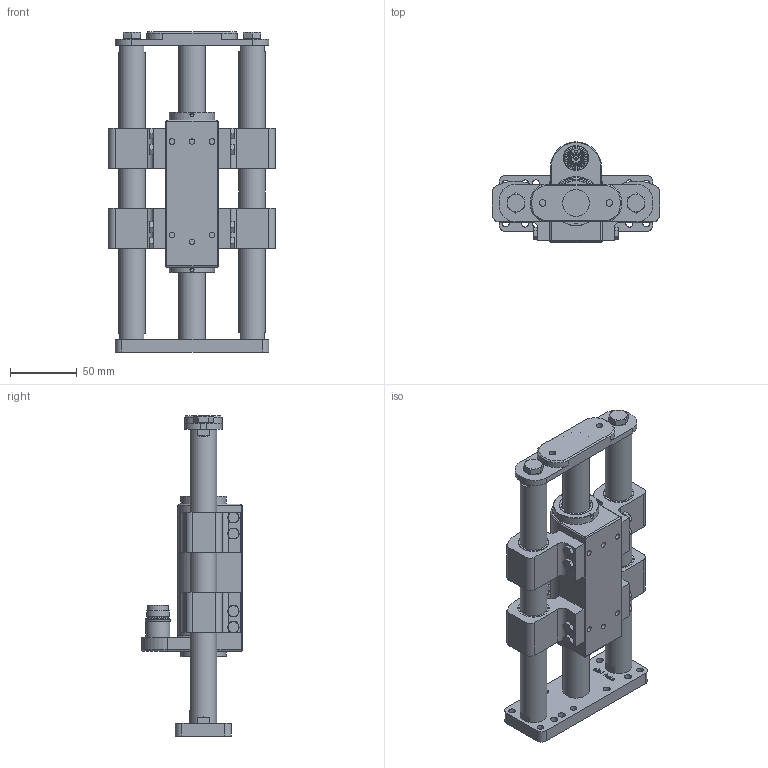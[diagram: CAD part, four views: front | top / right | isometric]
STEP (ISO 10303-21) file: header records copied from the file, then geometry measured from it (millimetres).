
FILE_DESCRIPTION (( 'STEP AP214' ), '1' );
FILE_NAME ('0186-1186_230628_SM01-37Sx60-HP-R-100_BE01_SSCP.STEP', '2023-06-28T08:14:13', ( '' ), ( '' ), 'SwSTEP 2.0', 'SolidWorks 2023', '' );
FILE_SCHEMA (( 'AUTOMOTIVE_DESIGN' ));
Length unit declared in the file: millimetre
Products named in the file (19): Stator_PS01-37Sx60-HP-SSC-G01; SM01-37Sx60-HP-R-100_BE01_SSCP_Läufer_beweglich; 0186-1007_PS01-37Sx60-HP-B01-SSCP-G01-R; 0180-1469_SM01k-37S-RP-BE01-SSC; 0180-1835_ PB01-37Sh_SSHL_PB01h-37Sh_SSC-20; 0230-0644_O-Ring_22.00x1.00_NBR70_schwarz_Gedehnt; PL01-20-HP-SF-W01_PL01-20x230!180-HP-SF; SM01-37Sx60-HP-R-180_BE01_SSCP_Motor_fix; 0180-1836_ PB01-37Sv_SSHL_PB01-37Sv_SSC-20; 0230-0725_6kt-schr_M5x14_INOX; 0230-0615_Zyl.-Schr_I-6kt_n-K_M8x16_8.8_INOX; 0180-1792_SM01k-37S-LT-R-20; 0186-1186_230628_SM01-37Sx60-HP-R-100_BE01_SSCP; SL01-20-16x...-SSC-HIS_SL01-20-16x223-SSC-HIS; 0230-0613_6kt.-schr._M8x18_INOX; 0180-1791_SM01k-37S-LT-L-20; 0160-0793_Kugelscheibe_M8 x17x 8.4_INOX; 0180-1977_GL-A-2023-30; 0180-1318_SM01k-37S-FP-BE01-SSC
Assembly tree (36 placements, depth 4):
  0186-1186_230628_SM01-37Sx60-HP-R-100_BE01_SSCP
    SM01-37Sx60-HP-R-180_BE01_SSCP_Motor_fix
      0186-1007_PS01-37Sx60-HP-B01-SSCP-G01-R
        Stator_PS01-37Sx60-HP-SSC-G01
        0230-0644_O-Ring_22.00x1.00_NBR70_schwarz_Gedehnt  x2
        0180-1835_ PB01-37Sh_SSHL_PB01h-37Sh_SSC-20
        0180-1836_ PB01-37Sv_SSHL_PB01-37Sv_SSC-20
      0180-1791_SM01k-37S-LT-L-20  x2
      0180-1792_SM01k-37S-LT-R-20  x2
      0180-1977_GL-A-2023-30  x4
      0230-0725_6kt-schr_M5x14_INOX  x8
    SM01-37Sx60-HP-R-100_BE01_SSCP_Läufer_beweglich
      PL01-20-HP-SF-W01_PL01-20x230!180-HP-SF
      SL01-20-16x...-SSC-HIS_SL01-20-16x223-SSC-HIS  x2
      0180-1318_SM01k-37S-FP-BE01-SSC
      0160-0793_Kugelscheibe_M8 x17x 8.4_INOX  x2
      0230-0615_Zyl.-Schr_I-6kt_n-K_M8x16_8.8_INOX  x3
      0180-1469_SM01k-37S-RP-BE01-SSC
      0230-0613_6kt.-schr._M8x18_INOX  x2
Bounding box: 125 x 75 x 239.6 mm (x, y, z)
Volume: 545479.1 mm3; surface area: 176689.5 mm2
Topology: 33 solids, 33 shells, 1741 faces, 3958 edges, 2356 vertices
Faces by surface type: cone 527, plane 520, cylinder 424, bspline 233, torus 35, sphere 2
Full cylindrical faces by diameter (mm): 1.15 x5, 1.2 x3, 2.1 x5, 3 x2, 3.2 x3, 4 x4, 4.2 x12, 5 x154, 5.3 x14, 6.8 x6, 8 x71, 8.4 x2, 9 x5, 13 x5, 13.8 x1, 14.05 x1, 14.2 x1, 15 x3, 15.54 x1, 15.7 x1, 16.2 x2, 17 x3, 18 x2, 20 x6, 20.01 x1, 20.1 x4, 21 x1, 21.3 x2, 23 x6, 23.115 x4
Entity records: 32255 total; most frequent: CARTESIAN_POINT 11858, ORIENTED_EDGE 3942, DIRECTION 3559, EDGE_CURVE 1971, VERTEX_POINT 1415, EDGE_LOOP 1396, AXIS2_PLACEMENT_3D 1335, FACE_OUTER_BOUND 1127
